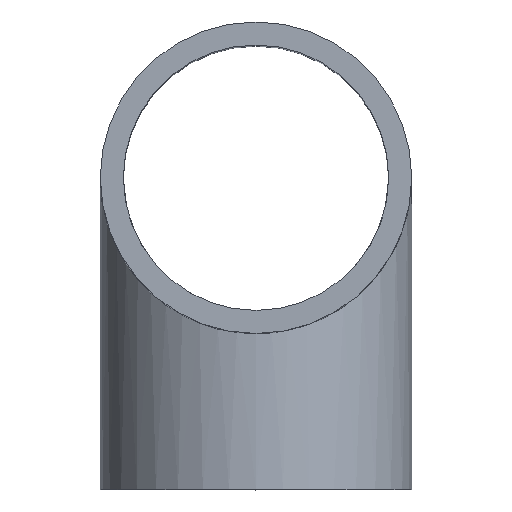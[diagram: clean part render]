
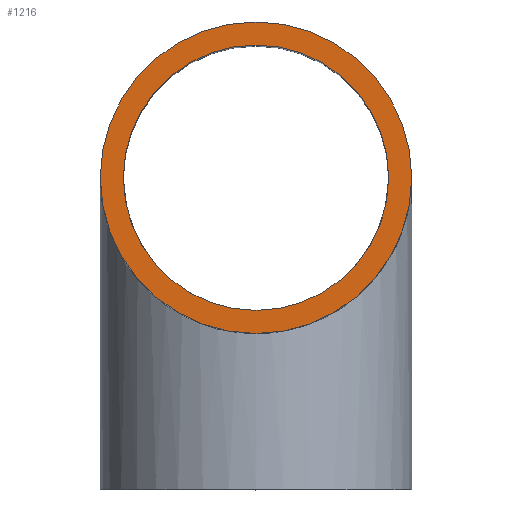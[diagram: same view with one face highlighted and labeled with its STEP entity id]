
A CAD part, top view. The second image highlights one B-rep face of the part: STEP entity #1216.
In plain terms, the highlighted planar face has unit normal (0, 0, 1).
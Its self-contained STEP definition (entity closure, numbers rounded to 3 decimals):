
#54 = CYLINDRICAL_SURFACE('',#55,11.5);
#55 = AXIS2_PLACEMENT_3D('',#56,#57,#58);
#56 = CARTESIAN_POINT('',(0.,0.,0.));
#57 = DIRECTION('',(0.,0.,1.));
#58 = DIRECTION('',(1.,0.,0.));
#85 = CYLINDRICAL_SURFACE('',#86,13.5);
#86 = AXIS2_PLACEMENT_3D('',#87,#88,#89);
#87 = CARTESIAN_POINT('',(0.,0.,0.));
#88 = DIRECTION('',(0.,0.,1.));
#89 = DIRECTION('',(1.,0.,0.));
#296 = VERTEX_POINT('',#297);
#297 = CARTESIAN_POINT('',(11.5,0.,54.));
#318 = EDGE_CURVE('',#296,#296,#319,.T.);
#319 = SURFACE_CURVE('',#320,(#325,#332),.PCURVE_S1.);
#320 = CIRCLE('',#321,11.5);
#321 = AXIS2_PLACEMENT_3D('',#322,#323,#324);
#322 = CARTESIAN_POINT('',(0.,0.,54.));
#323 = DIRECTION('',(0.,0.,1.));
#324 = DIRECTION('',(1.,0.,0.));
#325 = PCURVE('',#54,#326);
#326 = DEFINITIONAL_REPRESENTATION('',(#327),#331);
#327 = LINE('',#328,#329);
#328 = CARTESIAN_POINT('',(0.,54.));
#329 = VECTOR('',#330,1.);
#330 = DIRECTION('',(1.,0.));
#331 = ( GEOMETRIC_REPRESENTATION_CONTEXT(2) 
PARAMETRIC_REPRESENTATION_CONTEXT() REPRESENTATION_CONTEXT('2D SPACE',''
  ) );
#332 = PCURVE('',#333,#338);
#333 = PLANE('',#334);
#334 = AXIS2_PLACEMENT_3D('',#335,#336,#337);
#335 = CARTESIAN_POINT('',(0.,0.,54.));
#336 = DIRECTION('',(0.,0.,1.));
#337 = DIRECTION('',(1.,0.,0.));
#338 = DEFINITIONAL_REPRESENTATION('',(#339),#343);
#339 = CIRCLE('',#340,11.5);
#340 = AXIS2_PLACEMENT_2D('',#341,#342);
#341 = CARTESIAN_POINT('',(0.,0.));
#342 = DIRECTION('',(1.,0.));
#343 = ( GEOMETRIC_REPRESENTATION_CONTEXT(2) 
PARAMETRIC_REPRESENTATION_CONTEXT() REPRESENTATION_CONTEXT('2D SPACE',''
  ) );
#864 = VERTEX_POINT('',#865);
#865 = CARTESIAN_POINT('',(13.5,0.,54.));
#886 = EDGE_CURVE('',#864,#864,#887,.T.);
#887 = SURFACE_CURVE('',#888,(#893,#900),.PCURVE_S1.);
#888 = CIRCLE('',#889,13.5);
#889 = AXIS2_PLACEMENT_3D('',#890,#891,#892);
#890 = CARTESIAN_POINT('',(0.,0.,54.));
#891 = DIRECTION('',(0.,0.,1.));
#892 = DIRECTION('',(1.,0.,0.));
#893 = PCURVE('',#85,#894);
#894 = DEFINITIONAL_REPRESENTATION('',(#895),#899);
#895 = LINE('',#896,#897);
#896 = CARTESIAN_POINT('',(0.,54.));
#897 = VECTOR('',#898,1.);
#898 = DIRECTION('',(1.,0.));
#899 = ( GEOMETRIC_REPRESENTATION_CONTEXT(2) 
PARAMETRIC_REPRESENTATION_CONTEXT() REPRESENTATION_CONTEXT('2D SPACE',''
  ) );
#900 = PCURVE('',#333,#901);
#901 = DEFINITIONAL_REPRESENTATION('',(#902),#906);
#902 = CIRCLE('',#903,13.5);
#903 = AXIS2_PLACEMENT_2D('',#904,#905);
#904 = CARTESIAN_POINT('',(0.,0.));
#905 = DIRECTION('',(1.,0.));
#906 = ( GEOMETRIC_REPRESENTATION_CONTEXT(2) 
PARAMETRIC_REPRESENTATION_CONTEXT() REPRESENTATION_CONTEXT('2D SPACE',''
  ) );
#1216 = ADVANCED_FACE('',(#1217,#1220),#333,.T.);
#1217 = FACE_BOUND('',#1218,.T.);
#1218 = EDGE_LOOP('',(#1219));
#1219 = ORIENTED_EDGE('',*,*,#318,.F.);
#1220 = FACE_BOUND('',#1221,.T.);
#1221 = EDGE_LOOP('',(#1222));
#1222 = ORIENTED_EDGE('',*,*,#886,.T.);
